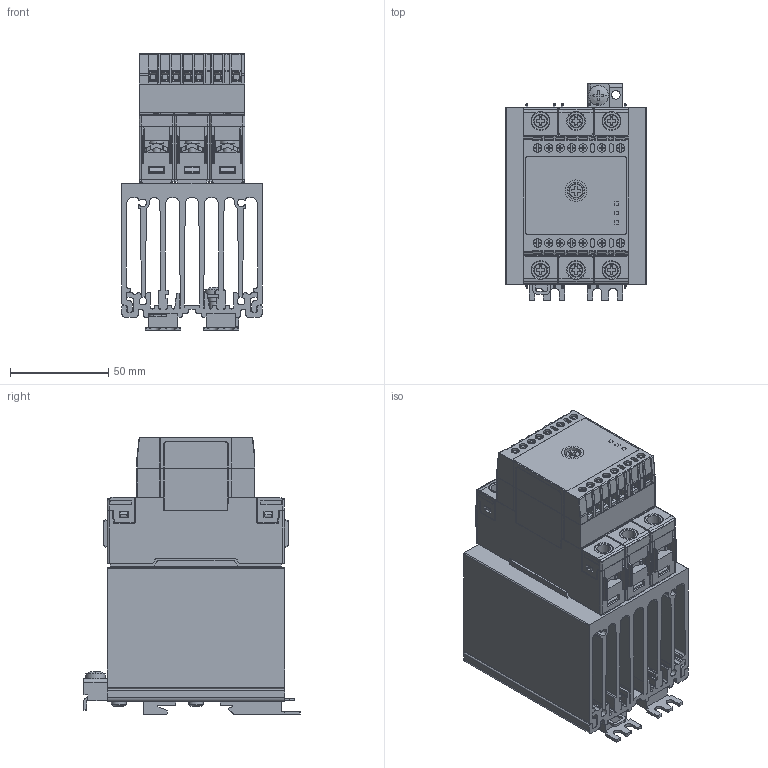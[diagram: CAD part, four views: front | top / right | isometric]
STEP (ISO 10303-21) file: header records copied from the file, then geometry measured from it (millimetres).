
FILE_DESCRIPTION((''),'2;1');
FILE_NAME('CGI1030-02.stp','2018-11-07T12:30:10',(''),(''),'Mechanical Desktop 2011','Mechanical Desktop 2011',', , ');
FILE_SCHEMA(('AUTOMOTIVE_DESIGN { 1 2 10303 214 1 1 1 1 }'));
Length unit declared in the file: millimetre
Products named in the file (2): Product; CGI1030-02
Bounding box: 71.3 x 110 x 140.7 mm (x, y, z)
Volume: 454365.7 mm3; surface area: 171781.6 mm2
Topology: 1 solids, 1 shells, 3595 faces, 10262 edges, 6759 vertices
Faces by surface type: bspline 1579, plane 1193, cylinder 742, cone 38, sphere 29, torus 14
Entity records: 148375 total; most frequent: CARTESIAN_POINT 58256, ORIENTED_EDGE 20426, DIRECTION 16687, EDGE_CURVE 10213, VERTEX_POINT 6761, VECTOR 6483, LINE 6483, AXIS2_PLACEMENT_3D 5102
